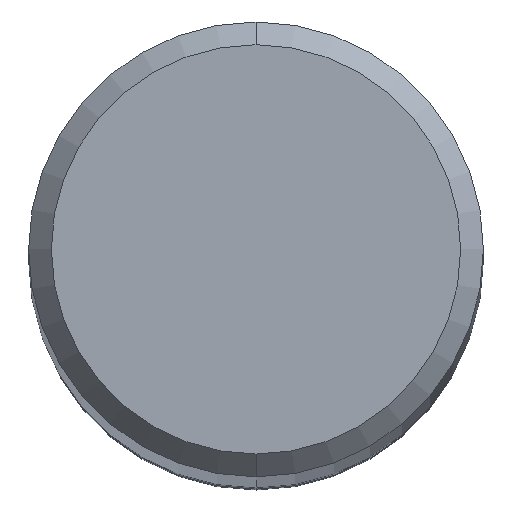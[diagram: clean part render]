
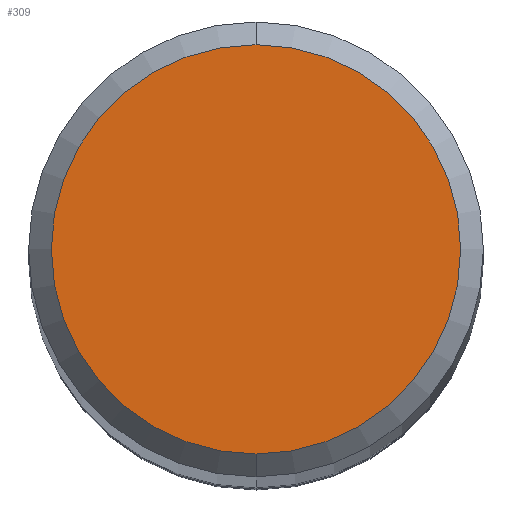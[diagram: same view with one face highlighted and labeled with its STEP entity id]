
A CAD part, top view. The second image highlights one B-rep face of the part: STEP entity #309.
In plain terms, the highlighted planar face has unit normal (0, 0, 1).
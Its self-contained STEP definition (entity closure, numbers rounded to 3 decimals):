
#151=VERTEX_POINT('',#385);
#161=EDGE_CURVE('',#151,#307,#399,.T.);
#201=EDGE_CURVE('',#307,#151,#443,.T.);
#307=VERTEX_POINT('',#560);
#309=ADVANCED_FACE('',(#562),#563,.T.);
#385=CARTESIAN_POINT('',(0.,-3.6,0.0));
#399=CIRCLE('',#652,3.6);
#443=CIRCLE('',#706,3.6);
#560=CARTESIAN_POINT('',(0.0,3.6,0.0));
#562=FACE_OUTER_BOUND('',#864,.T.);
#563=PLANE('',#865);
#652=AXIS2_PLACEMENT_3D('',#982,#983,#984);
#706=AXIS2_PLACEMENT_3D('',#1028,#1029,#1030);
#864=EDGE_LOOP('',(#1181,#1182));
#865=AXIS2_PLACEMENT_3D('',#1183,#1184,#1185);
#982=CARTESIAN_POINT('',(0.0,0.0,0.0));
#983=DIRECTION('',(0.0,0.0,-1.0));
#984=DIRECTION('',(0.0,1.0,0.0));
#1028=CARTESIAN_POINT('',(0.0,0.0,0.0));
#1029=DIRECTION('',(0.0,0.0,-1.0));
#1030=DIRECTION('',(0.0,1.0,0.0));
#1181=ORIENTED_EDGE('',*,*,#201,.F.);
#1182=ORIENTED_EDGE('',*,*,#161,.F.);
#1183=CARTESIAN_POINT('',(0.0,1.8,0.0));
#1184=DIRECTION('',(-0.0,0.0,1.0));
#1185=DIRECTION('',(0.0,-1.0,0.0));
